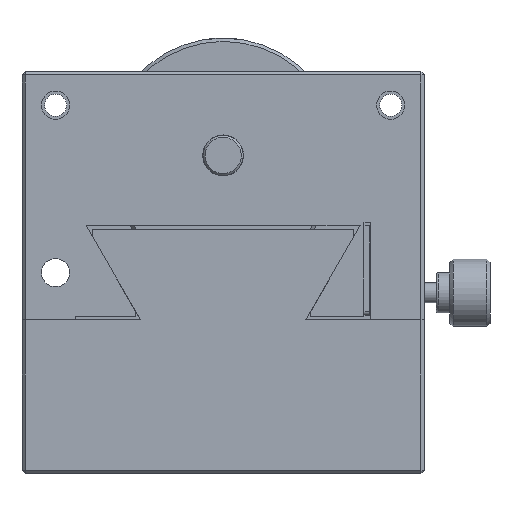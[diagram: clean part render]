
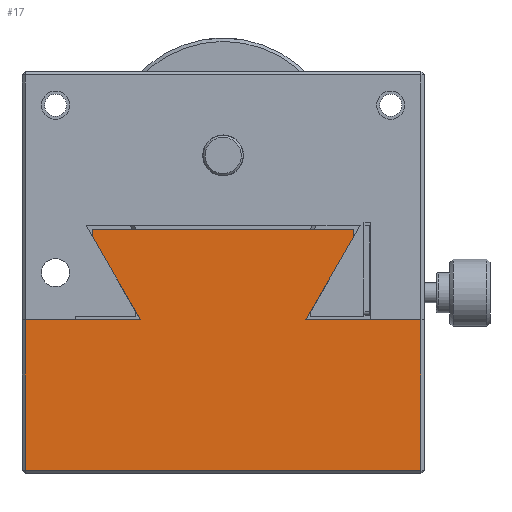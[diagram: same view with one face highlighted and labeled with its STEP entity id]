
A CAD part, front view. The second image highlights one B-rep face of the part: STEP entity #17.
In plain terms, the highlighted planar face has unit normal (0, -1, 0).
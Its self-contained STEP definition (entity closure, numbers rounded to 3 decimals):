
#17 = ADVANCED_FACE ( 'NONE', ( #5196 ), #8592, .T. ) ;
#26 = CARTESIAN_POINT ( 'NONE',  ( 0., -29.5, -59.497 ) ) ;
#40 = CARTESIAN_POINT ( 'NONE',  ( 12.347, -29.5, -36.997 ) ) ;
#105 = LINE ( 'NONE', #8834, #1056 ) ;
#509 = VECTOR ( 'NONE', #10918, 1000. ) ;
#542 = LINE ( 'NONE', #13117, #857 ) ;
#623 = CARTESIAN_POINT ( 'NONE',  ( -19.5, -29.5, -24.608 ) ) ;
#631 = CARTESIAN_POINT ( 'NONE',  ( 29.5, -29.5, -59.997 ) ) ;
#663 = DIRECTION ( 'NONE',  ( 1., 0., 0. ) ) ;
#713 = DIRECTION ( 'NONE',  ( -1., 0., 0. ) ) ;
#785 = ORIENTED_EDGE ( 'NONE', *, *, #8130, .F. ) ;
#857 = VECTOR ( 'NONE', #10215, 1000. ) ;
#868 = CARTESIAN_POINT ( 'NONE',  ( 19.5, -29.5, -23.497 ) ) ;
#903 = VERTEX_POINT ( 'NONE', #3354 ) ;
#1020 = VERTEX_POINT ( 'NONE', #2497 ) ;
#1056 = VECTOR ( 'NONE', #5802, 1000. ) ;
#1240 = ORIENTED_EDGE ( 'NONE', *, *, #10611, .F. ) ;
#1362 = EDGE_CURVE ( 'NONE', #903, #6877, #6514, .T. ) ;
#1401 = LINE ( 'NONE', #10039, #6981 ) ;
#1706 = CARTESIAN_POINT ( 'NONE',  ( -12.347, -29.5, -36.997 ) ) ;
#1775 = ORIENTED_EDGE ( 'NONE', *, *, #3125, .T. ) ;
#1820 = DIRECTION ( 'NONE',  ( 0., 0., 1. ) ) ;
#2070 = VERTEX_POINT ( 'NONE', #40 ) ;
#2105 = ORIENTED_EDGE ( 'NONE', *, *, #2203, .T. ) ;
#2184 = EDGE_LOOP ( 'NONE', ( #6392, #2105, #11934, #4146, #5811, #11259, #1775, #7720, #1240, #785 ) ) ;
#2203 = EDGE_CURVE ( 'NONE', #11683, #1020, #11195, .T. ) ;
#2293 = CARTESIAN_POINT ( 'NONE',  ( -19.5, -29.5, -24.608 ) ) ;
#2324 = CARTESIAN_POINT ( 'NONE',  ( -29.5, -29.5, -59.997 ) ) ;
#2447 = DIRECTION ( 'NONE',  ( 0., 0., -1. ) ) ;
#2497 = CARTESIAN_POINT ( 'NONE',  ( -29.5, -29.5, -59.497 ) ) ;
#2599 = AXIS2_PLACEMENT_3D ( 'NONE', #8895, #4752, #663 ) ;
#2859 = CARTESIAN_POINT ( 'NONE',  ( -12.347, -29.5, -36.997 ) ) ;
#3125 = EDGE_CURVE ( 'NONE', #7806, #12353, #542, .T. ) ;
#3354 = CARTESIAN_POINT ( 'NONE',  ( 29.5, -29.5, -59.497 ) ) ;
#3420 = LINE ( 'NONE', #1706, #509 ) ;
#3583 = LINE ( 'NONE', #26, #10473 ) ;
#3906 = DIRECTION ( 'NONE',  ( 0., 0., 1. ) ) ;
#3992 = CARTESIAN_POINT ( 'NONE',  ( 19.5, -29.5, -24.608 ) ) ;
#4146 = ORIENTED_EDGE ( 'NONE', *, *, #1362, .T. ) ;
#4243 = CARTESIAN_POINT ( 'NONE',  ( 29.5, -29.5, -36.997 ) ) ;
#4632 = CARTESIAN_POINT ( 'NONE',  ( 12.347, -29.5, -36.997 ) ) ;
#4752 = DIRECTION ( 'NONE',  ( 0., -1., 0. ) ) ;
#4868 = LINE ( 'NONE', #2859, #12268 ) ;
#5097 = EDGE_CURVE ( 'NONE', #12353, #12550, #1401, .T. ) ;
#5196 = FACE_OUTER_BOUND ( 'NONE', #2184, .T. ) ;
#5579 = VECTOR ( 'NONE', #3906, 1000. ) ;
#5802 = DIRECTION ( 'NONE',  ( -1., 0., 0. ) ) ;
#5811 = ORIENTED_EDGE ( 'NONE', *, *, #8815, .T. ) ;
#6094 = EDGE_CURVE ( 'NONE', #8474, #11683, #4868, .T. ) ;
#6253 = DIRECTION ( 'NONE',  ( 1., 0., 0. ) ) ;
#6392 = ORIENTED_EDGE ( 'NONE', *, *, #6094, .T. ) ;
#6514 = LINE ( 'NONE', #631, #11298 ) ;
#6877 = VERTEX_POINT ( 'NONE', #4243 ) ;
#6981 = VECTOR ( 'NONE', #713, 1000. ) ;
#7342 = LINE ( 'NONE', #623, #5579 ) ;
#7420 = CARTESIAN_POINT ( 'NONE',  ( -12.347, -29.5, -36.997 ) ) ;
#7720 = ORIENTED_EDGE ( 'NONE', *, *, #5097, .T. ) ;
#7806 = VERTEX_POINT ( 'NONE', #3992 ) ;
#8130 = EDGE_CURVE ( 'NONE', #8474, #8445, #3420, .T. ) ;
#8141 = VECTOR ( 'NONE', #2447, 1000. ) ;
#8445 = VERTEX_POINT ( 'NONE', #2293 ) ;
#8474 = VERTEX_POINT ( 'NONE', #7420 ) ;
#8592 = PLANE ( 'NONE',  #2599 ) ;
#8730 = DIRECTION ( 'NONE',  ( 0.5, 0., 0.866 ) ) ;
#8815 = EDGE_CURVE ( 'NONE', #6877, #2070, #105, .T. ) ;
#8834 = CARTESIAN_POINT ( 'NONE',  ( 30., -29.5, -36.997 ) ) ;
#8895 = CARTESIAN_POINT ( 'NONE',  ( 0., -29.5, -59.997 ) ) ;
#9398 = EDGE_CURVE ( 'NONE', #1020, #903, #3583, .T. ) ;
#9612 = CARTESIAN_POINT ( 'NONE',  ( -19.5, -29.5, -23.497 ) ) ;
#10039 = CARTESIAN_POINT ( 'NONE',  ( 19.5, -29.5, -23.497 ) ) ;
#10215 = DIRECTION ( 'NONE',  ( 0., 0., 1. ) ) ;
#10473 = VECTOR ( 'NONE', #6253, 1000. ) ;
#10558 = EDGE_CURVE ( 'NONE', #2070, #7806, #10711, .T. ) ;
#10611 = EDGE_CURVE ( 'NONE', #8445, #12550, #7342, .T. ) ;
#10711 = LINE ( 'NONE', #4632, #13159 ) ;
#10918 = DIRECTION ( 'NONE',  ( -0.5, 0., 0.866 ) ) ;
#11195 = LINE ( 'NONE', #2324, #8141 ) ;
#11259 = ORIENTED_EDGE ( 'NONE', *, *, #10558, .T. ) ;
#11298 = VECTOR ( 'NONE', #1820, 1000. ) ;
#11683 = VERTEX_POINT ( 'NONE', #13024 ) ;
#11934 = ORIENTED_EDGE ( 'NONE', *, *, #9398, .T. ) ;
#12231 = DIRECTION ( 'NONE',  ( -1., 0., 0. ) ) ;
#12268 = VECTOR ( 'NONE', #12231, 1000. ) ;
#12353 = VERTEX_POINT ( 'NONE', #868 ) ;
#12550 = VERTEX_POINT ( 'NONE', #9612 ) ;
#13024 = CARTESIAN_POINT ( 'NONE',  ( -29.5, -29.5, -36.997 ) ) ;
#13117 = CARTESIAN_POINT ( 'NONE',  ( 19.5, -29.5, -24.608 ) ) ;
#13159 = VECTOR ( 'NONE', #8730, 1000. ) ;
